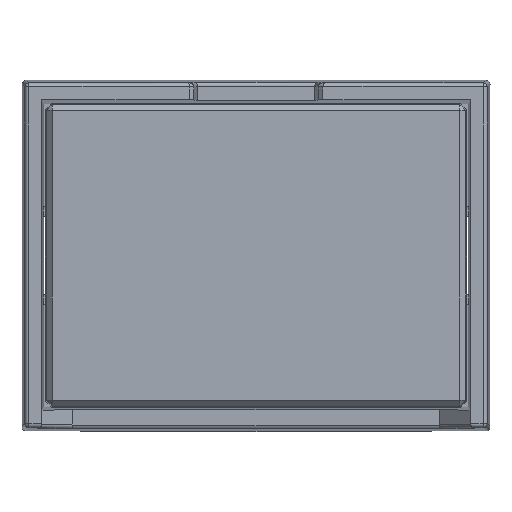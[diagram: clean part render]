
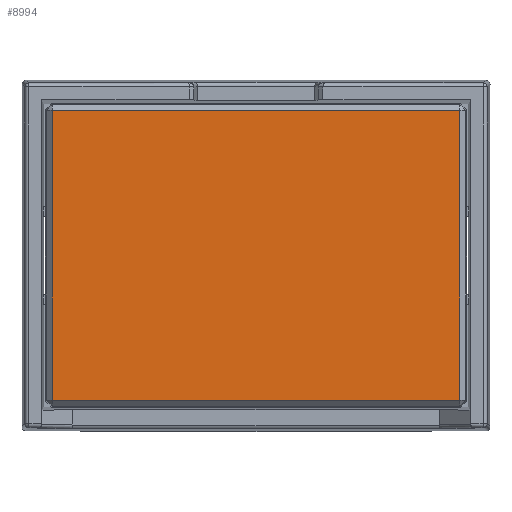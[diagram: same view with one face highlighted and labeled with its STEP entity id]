
A CAD part, top view. The second image highlights one B-rep face of the part: STEP entity #8994.
In plain terms, the highlighted planar face has unit normal (0, 0, 1).
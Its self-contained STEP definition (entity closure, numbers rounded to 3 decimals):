
#111 = EDGE_CURVE ( 'NONE', #2210, #6829, #8949, .T. ) ;
#264 = DIRECTION ( 'NONE',  ( 0., 1., 0. ) ) ;
#273 = VERTEX_POINT ( 'NONE', #7844 ) ;
#704 = DIRECTION ( 'NONE',  ( 1., 0., 0. ) ) ;
#706 = VECTOR ( 'NONE', #8158, 1000. ) ;
#941 = PLANE ( 'NONE',  #1453 ) ;
#949 = ORIENTED_EDGE ( 'NONE', *, *, #7549, .F. ) ;
#1453 = AXIS2_PLACEMENT_3D ( 'NONE', #3723, #6537, #264 ) ;
#2210 = VERTEX_POINT ( 'NONE', #7418 ) ;
#2318 = VECTOR ( 'NONE', #5463, 1000. ) ;
#2484 = ORIENTED_EDGE ( 'NONE', *, *, #5579, .F. ) ;
#2523 = CARTESIAN_POINT ( 'NONE',  ( -10.404, 7.404, 9. ) ) ;
#2556 = LINE ( 'NONE', #5356, #706 ) ;
#2664 = CARTESIAN_POINT ( 'NONE',  ( -10.404, 0., 9. ) ) ;
#2900 = VECTOR ( 'NONE', #8713, 1000. ) ;
#3114 = LINE ( 'NONE', #5921, #2900 ) ;
#3723 = CARTESIAN_POINT ( 'NONE',  ( -10.404, -7.404, 9. ) ) ;
#4171 = LINE ( 'NONE', #6979, #4643 ) ;
#4643 = VECTOR ( 'NONE', #704, 1000. ) ;
#5356 = CARTESIAN_POINT ( 'NONE',  ( 0., 7.404, 9. ) ) ;
#5413 = VERTEX_POINT ( 'NONE', #5587 ) ;
#5463 = DIRECTION ( 'NONE',  ( 0., 1., 0. ) ) ;
#5579 = EDGE_CURVE ( 'NONE', #5413, #273, #3114, .T. ) ;
#5587 = CARTESIAN_POINT ( 'NONE',  ( 10.404, 7.404, 9. ) ) ;
#5921 = CARTESIAN_POINT ( 'NONE',  ( 10.404, -0.044, 9. ) ) ;
#6232 = ORIENTED_EDGE ( 'NONE', *, *, #8383, .T. ) ;
#6537 = DIRECTION ( 'NONE',  ( 0., 0., -1. ) ) ;
#6829 = VERTEX_POINT ( 'NONE', #2523 ) ;
#6882 = EDGE_LOOP ( 'NONE', ( #6232, #2484, #949, #7966 ) ) ;
#6979 = CARTESIAN_POINT ( 'NONE',  ( 0.062, -7.404, 9. ) ) ;
#7223 = FACE_OUTER_BOUND ( 'NONE', #6882, .T. ) ;
#7418 = CARTESIAN_POINT ( 'NONE',  ( -10.404, -7.404, 9. ) ) ;
#7549 = EDGE_CURVE ( 'NONE', #6829, #5413, #2556, .T. ) ;
#7844 = CARTESIAN_POINT ( 'NONE',  ( 10.404, -7.404, 9. ) ) ;
#7966 = ORIENTED_EDGE ( 'NONE', *, *, #111, .F. ) ;
#8158 = DIRECTION ( 'NONE',  ( 1., 0., 0. ) ) ;
#8383 = EDGE_CURVE ( 'NONE', #2210, #273, #4171, .T. ) ;
#8713 = DIRECTION ( 'NONE',  ( 0., -1., 0. ) ) ;
#8949 = LINE ( 'NONE', #2664, #2318 ) ;
#8994 = ADVANCED_FACE ( 'NONE', ( #7223 ), #941, .F. ) ;
